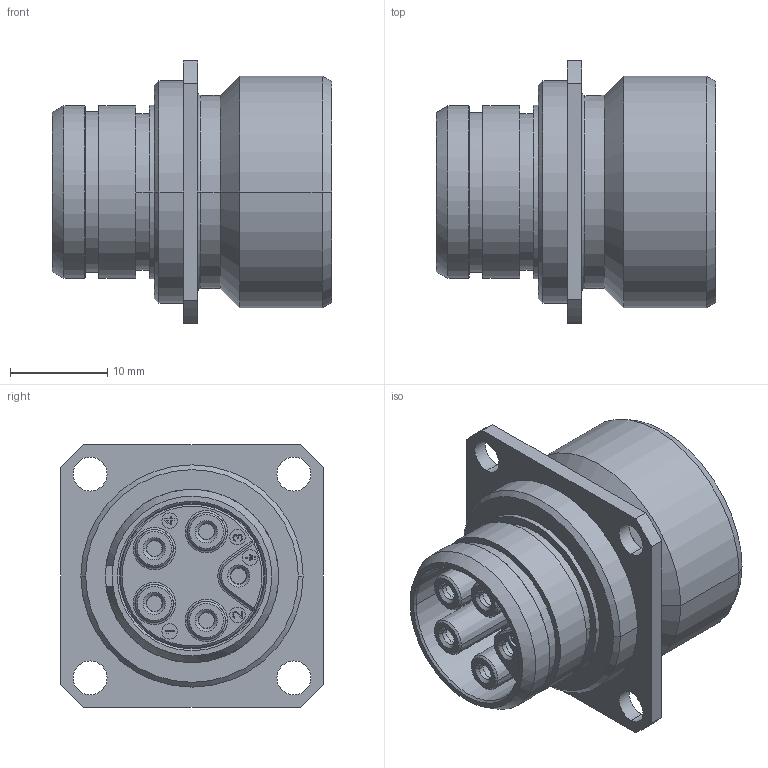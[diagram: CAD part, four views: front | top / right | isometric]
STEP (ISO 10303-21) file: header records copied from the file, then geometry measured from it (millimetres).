
FILE_DESCRIPTION((''),'2;1');
FILE_NAME('1331ER295FS','2024-07-19T12:19:55',('paultorloting'),('NET AG system integration'),'CREO PARAMETRIC BY PTC INC, 2021404','CREO PARAMETRIC BY PTC INC, 2021404','');
FILE_SCHEMA(('AUTOMOTIVE_DESIGN { 1 0 10303 214 1 1 1 1 }'));
Length unit declared in the file: millimetre
Products named in the file (1): 1331ER295FS
Bounding box: 28.8 x 27 x 27 mm (x, y, z)
Volume: 6693.7 mm3; surface area: 9092.1 mm2
Topology: 1 solids, 1 shells, 1008 faces, 2590 edges, 1672 vertices
Faces by surface type: plane 531, cylinder 271, cone 112, torus 69, bspline 25
Entity records: 40716 total; most frequent: CARTESIAN_POINT 11361, ORIENTED_EDGE 5180, DIRECTION 5055, EDGE_CURVE 2590, AXIS2_PLACEMENT_3D 1748, VERTEX_POINT 1672, VECTOR 1556, LINE 1556
